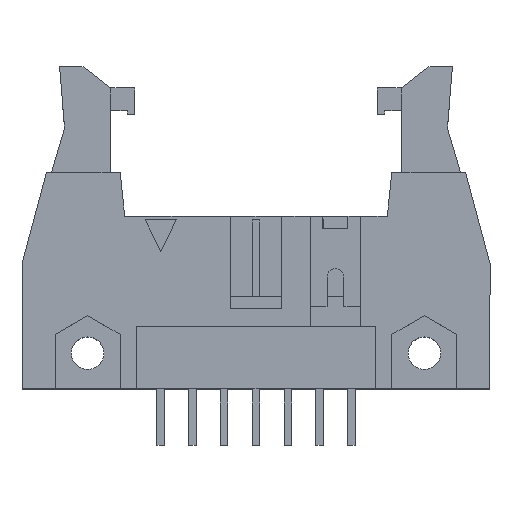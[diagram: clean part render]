
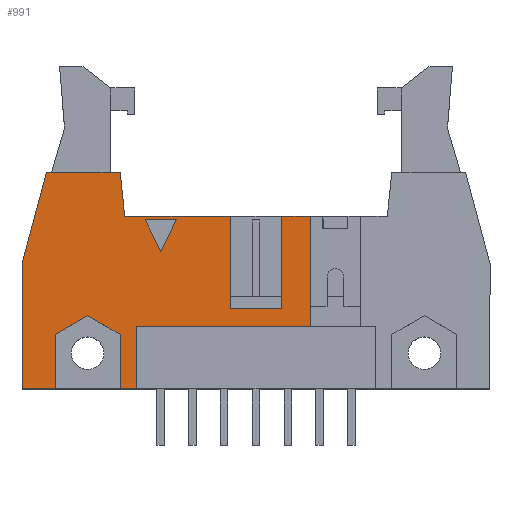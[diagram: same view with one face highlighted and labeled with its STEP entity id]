
A CAD part, top view. The second image highlights one B-rep face of the part: STEP entity #991.
In plain terms, the highlighted planar face has unit normal (0, 0, 1).
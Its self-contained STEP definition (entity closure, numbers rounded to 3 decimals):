
#752=FACE_BOUND('',#1706,.T.);
#753=FACE_BOUND('',#1707,.T.);
#991=ADVANCED_FACE('',(#752,#753),#1223,.T.);
#1223=PLANE('',#5343);
#1706=EDGE_LOOP('',(#2691,#2692,#2693));
#1707=EDGE_LOOP('',(#2694,#2695,#2696,#2697,#2698,#2699,#2700,#2701,#2702,
#2703,#2704,#2705,#2706,#2707,#2708,#2709,#2710,#2711));
#2691=ORIENTED_EDGE('',*,*,#3729,.T.);
#2692=ORIENTED_EDGE('',*,*,#3722,.T.);
#2693=ORIENTED_EDGE('',*,*,#3726,.T.);
#2694=ORIENTED_EDGE('',*,*,#3887,.T.);
#2695=ORIENTED_EDGE('',*,*,#3885,.F.);
#2696=ORIENTED_EDGE('',*,*,#3888,.T.);
#2697=ORIENTED_EDGE('',*,*,#3863,.T.);
#2698=ORIENTED_EDGE('',*,*,#3889,.T.);
#2699=ORIENTED_EDGE('',*,*,#3859,.F.);
#2700=ORIENTED_EDGE('',*,*,#3855,.F.);
#2701=ORIENTED_EDGE('',*,*,#3890,.F.);
#2702=ORIENTED_EDGE('',*,*,#3851,.F.);
#2703=ORIENTED_EDGE('',*,*,#3788,.F.);
#2704=ORIENTED_EDGE('',*,*,#3837,.F.);
#2705=ORIENTED_EDGE('',*,*,#3799,.T.);
#2706=ORIENTED_EDGE('',*,*,#3801,.T.);
#2707=ORIENTED_EDGE('',*,*,#3803,.T.);
#2708=ORIENTED_EDGE('',*,*,#3805,.T.);
#2709=ORIENTED_EDGE('',*,*,#3836,.F.);
#2710=ORIENTED_EDGE('',*,*,#3891,.T.);
#2711=ORIENTED_EDGE('',*,*,#3892,.T.);
#3201=VERTEX_POINT('',#7231);
#3202=VERTEX_POINT('',#7233);
#3204=VERTEX_POINT('',#7239);
#3248=VERTEX_POINT('',#7373);
#3249=VERTEX_POINT('',#7375);
#3257=VERTEX_POINT('',#7395);
#3258=VERTEX_POINT('',#7397);
#3259=VERTEX_POINT('',#7401);
#3260=VERTEX_POINT('',#7405);
#3261=VERTEX_POINT('',#7409);
#3285=VERTEX_POINT('',#7473);
#3293=VERTEX_POINT('',#7502);
#3296=VERTEX_POINT('',#7509);
#3297=VERTEX_POINT('',#7511);
#3298=VERTEX_POINT('',#7515);
#3300=VERTEX_POINT('',#7521);
#3303=VERTEX_POINT('',#7526);
#3320=VERTEX_POINT('',#7571);
#3321=VERTEX_POINT('',#7573);
#3322=VERTEX_POINT('',#7577);
#3323=VERTEX_POINT('',#7582);
#3722=EDGE_CURVE('',#3202,#3201,#4321,.T.);
#3726=EDGE_CURVE('',#3201,#3204,#4325,.T.);
#3729=EDGE_CURVE('',#3204,#3202,#4328,.T.);
#3788=EDGE_CURVE('',#3248,#3249,#4383,.T.);
#3799=EDGE_CURVE('',#3257,#3258,#4392,.T.);
#3801=EDGE_CURVE('',#3258,#3259,#4394,.T.);
#3803=EDGE_CURVE('',#3259,#3260,#4396,.T.);
#3805=EDGE_CURVE('',#3260,#3261,#4398,.T.);
#3836=EDGE_CURVE('',#3285,#3261,#4427,.T.);
#3837=EDGE_CURVE('',#3257,#3248,#4428,.T.);
#3851=EDGE_CURVE('',#3249,#3293,#4442,.T.);
#3855=EDGE_CURVE('',#3296,#3297,#4446,.T.);
#3859=EDGE_CURVE('',#3297,#3298,#4450,.T.);
#3863=EDGE_CURVE('',#3300,#3303,#4454,.T.);
#3885=EDGE_CURVE('',#3320,#3321,#4476,.T.);
#3887=EDGE_CURVE('',#3322,#3321,#4478,.T.);
#3888=EDGE_CURVE('',#3320,#3300,#4479,.T.);
#3889=EDGE_CURVE('',#3303,#3298,#4480,.T.);
#3890=EDGE_CURVE('',#3293,#3296,#4481,.T.);
#3891=EDGE_CURVE('',#3285,#3323,#4482,.T.);
#3892=EDGE_CURVE('',#3323,#3322,#4483,.T.);
#4321=LINE('',#7232,#4910);
#4325=LINE('',#7241,#4914);
#4328=LINE('',#7246,#4917);
#4383=LINE('',#7374,#4972);
#4392=LINE('',#7398,#4981);
#4394=LINE('',#7402,#4983);
#4396=LINE('',#7406,#4985);
#4398=LINE('',#7410,#4987);
#4427=LINE('',#7474,#5016);
#4428=LINE('',#7475,#5017);
#4442=LINE('',#7501,#5031);
#4446=LINE('',#7510,#5035);
#4450=LINE('',#7518,#5039);
#4454=LINE('',#7527,#5043);
#4476=LINE('',#7572,#5065);
#4478=LINE('',#7576,#5067);
#4479=LINE('',#7578,#5068);
#4480=LINE('',#7579,#5069);
#4481=LINE('',#7580,#5070);
#4482=LINE('',#7581,#5071);
#4483=LINE('',#7583,#5072);
#4910=VECTOR('',#6046,1.);
#4914=VECTOR('',#6052,1.);
#4917=VECTOR('',#6059,1.);
#4972=VECTOR('',#6174,1.);
#4981=VECTOR('',#6193,1.);
#4983=VECTOR('',#6197,1.);
#4985=VECTOR('',#6201,1.);
#4987=VECTOR('',#6205,1.);
#5016=VECTOR('',#6256,1.);
#5017=VECTOR('',#6257,1.);
#5031=VECTOR('',#6281,1.);
#5035=VECTOR('',#6287,1.);
#5039=VECTOR('',#6293,1.);
#5043=VECTOR('',#6299,1.);
#5065=VECTOR('',#6333,1.);
#5067=VECTOR('',#6337,1.);
#5068=VECTOR('',#6338,1.);
#5069=VECTOR('',#6339,1.);
#5070=VECTOR('',#6340,1.);
#5071=VECTOR('',#6341,1.);
#5072=VECTOR('',#6342,1.);
#5343=AXIS2_PLACEMENT_3D('',#7584,#6343,#6344);
#6046=DIRECTION('',(-0.447,-0.894,0.));
#6052=DIRECTION('',(-0.447,0.894,0.));
#6059=DIRECTION('',(1.,0.,0.));
#6174=DIRECTION('',(0.,1.,0.));
#6193=DIRECTION('',(0.,1.,0.));
#6197=DIRECTION('',(0.866,0.5,0.));
#6201=DIRECTION('',(0.866,-0.5,0.));
#6205=DIRECTION('',(0.,-1.,0.));
#6256=DIRECTION('',(-1.,0.,0.));
#6257=DIRECTION('',(-1.,0.,0.));
#6281=DIRECTION('',(0.259,0.966,0.));
#6287=DIRECTION('',(0.103,-0.995,0.));
#6293=DIRECTION('',(1.,0.,0.));
#6299=DIRECTION('',(-1.,0.,0.));
#6333=DIRECTION('',(1.,0.,0.));
#6337=DIRECTION('',(0.,1.,0.));
#6338=DIRECTION('',(0.,-1.,0.));
#6339=DIRECTION('',(0.,1.,0.));
#6340=DIRECTION('',(1.,0.,0.));
#6341=DIRECTION('',(0.,1.,0.));
#6342=DIRECTION('',(1.,0.,0.));
#6343=DIRECTION('',(0.,0.,1.));
#6344=DIRECTION('',(1.,0.,0.));
#7231=CARTESIAN_POINT('',(-20.493,13.59,8.5));
#7232=CARTESIAN_POINT('',(-19.243,16.09,8.5));
#7233=CARTESIAN_POINT('',(-19.243,16.09,8.5));
#7239=CARTESIAN_POINT('',(-21.743,16.09,8.5));
#7241=CARTESIAN_POINT('',(-20.493,13.59,8.5));
#7246=CARTESIAN_POINT('',(-21.743,16.09,8.5));
#7373=CARTESIAN_POINT('',(-31.573,2.59,8.5));
#7374=CARTESIAN_POINT('',(-31.573,2.59,8.5));
#7375=CARTESIAN_POINT('',(-31.573,12.59,8.5));
#7395=CARTESIAN_POINT('',(-28.933,2.59,8.5));
#7397=CARTESIAN_POINT('',(-28.933,6.945,8.5));
#7398=CARTESIAN_POINT('',(-28.933,2.59,8.5));
#7401=CARTESIAN_POINT('',(-26.333,8.446,8.5));
#7402=CARTESIAN_POINT('',(-28.933,6.945,8.5));
#7405=CARTESIAN_POINT('',(-23.733,6.945,8.5));
#7406=CARTESIAN_POINT('',(-26.333,8.446,8.5));
#7409=CARTESIAN_POINT('',(-23.733,2.59,8.5));
#7410=CARTESIAN_POINT('',(-23.733,6.945,8.5));
#7473=CARTESIAN_POINT('',(-22.413,2.59,8.5));
#7474=CARTESIAN_POINT('',(-22.413,2.59,8.5));
#7475=CARTESIAN_POINT('',(-28.933,2.59,8.5));
#7501=CARTESIAN_POINT('',(-31.573,12.59,8.5));
#7502=CARTESIAN_POINT('',(-29.617,19.89,8.5));
#7509=CARTESIAN_POINT('',(-23.728,19.89,8.5));
#7510=CARTESIAN_POINT('',(-23.728,19.89,8.5));
#7511=CARTESIAN_POINT('',(-23.364,16.39,8.5));
#7515=CARTESIAN_POINT('',(-14.923,16.39,8.5));
#7518=CARTESIAN_POINT('',(-23.364,16.39,8.5));
#7521=CARTESIAN_POINT('',(-10.823,8.99,8.5));
#7526=CARTESIAN_POINT('',(-14.923,8.99,8.5));
#7527=CARTESIAN_POINT('',(-10.823,8.99,8.5));
#7571=CARTESIAN_POINT('',(-10.823,16.39,8.5));
#7572=CARTESIAN_POINT('',(-10.823,16.39,8.5));
#7573=CARTESIAN_POINT('',(-8.523,16.39,8.5));
#7576=CARTESIAN_POINT('',(-8.523,7.59,8.5));
#7577=CARTESIAN_POINT('',(-8.523,7.59,8.5));
#7578=CARTESIAN_POINT('',(-10.823,16.39,8.5));
#7579=CARTESIAN_POINT('',(-14.923,8.99,8.5));
#7580=CARTESIAN_POINT('',(-29.617,19.89,8.5));
#7581=CARTESIAN_POINT('',(-22.413,2.59,8.5));
#7582=CARTESIAN_POINT('',(-22.413,7.59,8.5));
#7583=CARTESIAN_POINT('',(-22.413,7.59,8.5));
#7584=CARTESIAN_POINT('',(-33.443,1.725,8.5));
